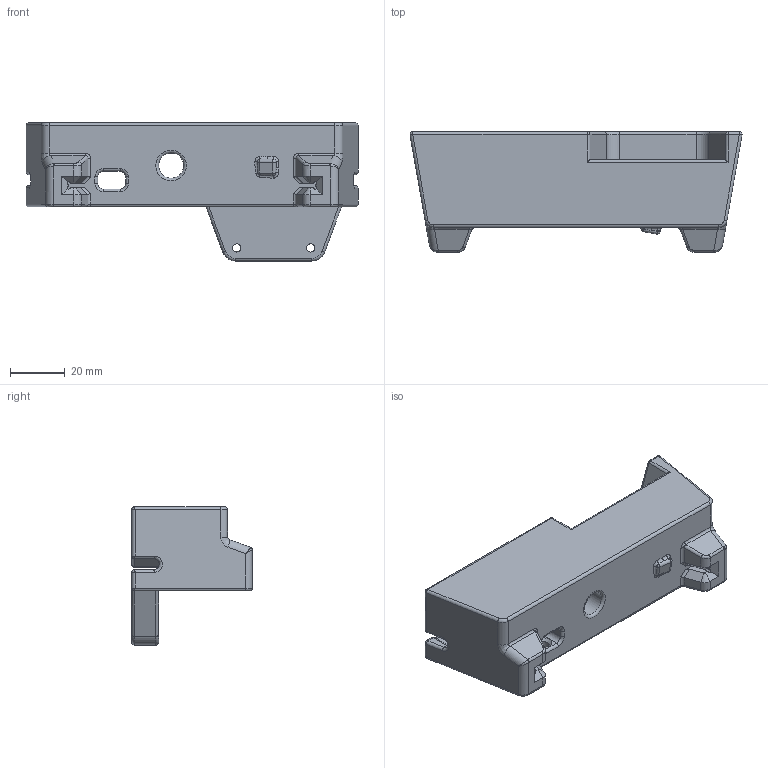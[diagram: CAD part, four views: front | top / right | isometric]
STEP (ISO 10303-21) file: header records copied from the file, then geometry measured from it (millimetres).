
FILE_DESCRIPTION(/* description */ ('STEP AP242','CAx-IF Rec.Pracs.---Representation and Presentation of Product Manufacturing Information (PMI)---4.0---2014-10-13','CAx-IF Rec.Pracs.---3D Tessellated Geometry---0.4---2014-09-14','2;1'),/* implementation_level */ '2;1');
FILE_NAME(/* name */ '62cdaf4bf0648442415338b8',/* time_stamp */ '2022-07-12T17:28:45+00:00',/* author */ (''),/* organization */ (''),/* preprocessor_version */ 'ST-DEVELOPER v18.102',/* originating_system */ ' ',/* authorisation */ ' ');
FILE_SCHEMA (('AP242_MANAGED_MODEL_BASED_3D_ENGINEERING_MIM_LF { 1 0 10303 442 1 1 4 }'));
Length unit declared in the file: metre
Products named in the file (1): Part 1
Bounding box: 121.33 x 44 x 50.5 mm (x, y, z)
Volume: 101789.3 mm3; surface area: 27024.4 mm2
Topology: 1 solids, 1 shells, 276 faces, 673 edges, 383 vertices
Faces by surface type: cylinder 131, plane 64, torus 41, bspline 17, sphere 17, cone 6
Full cylindrical faces by diameter (mm): 2 x2, 3 x2, 4 x1, 6 x2, 9.2 x1
Entity records: 8080 total; most frequent: CARTESIAN_POINT 1568, DIRECTION 1500, ORIENTED_EDGE 1286, EDGE_CURVE 643, AXIS2_PLACEMENT_3D 604, VERTEX_POINT 383, EDGE_LOOP 300, FACE_BOUND 300
